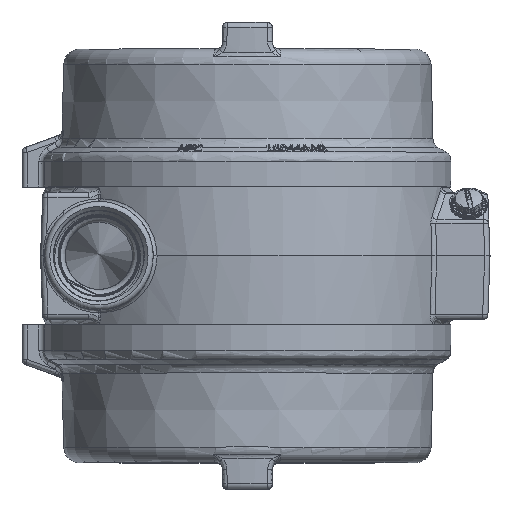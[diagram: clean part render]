
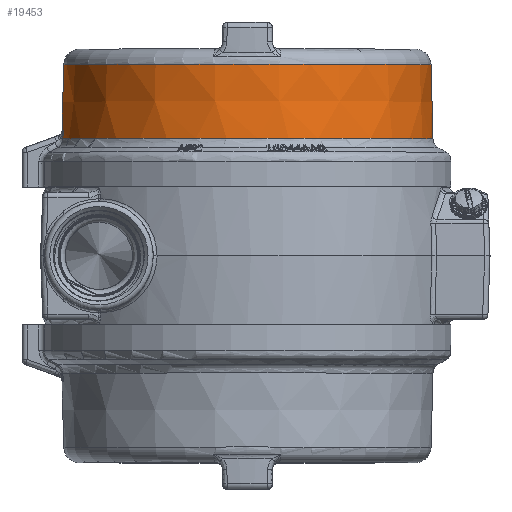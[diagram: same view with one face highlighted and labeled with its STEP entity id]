
A CAD part, top view. The second image highlights one B-rep face of the part: STEP entity #19453.
In plain terms, the highlighted conical face has half-angle 1.5 degrees and reference radius 55.272 mm.
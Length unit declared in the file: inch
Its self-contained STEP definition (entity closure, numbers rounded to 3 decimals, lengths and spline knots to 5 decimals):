
#522=CONICAL_SURFACE('',#21104,2.17608,0.026);
#1583=LINE('',#59254,#2805);
#2805=VECTOR('',#24932,2.17608);
#4529=FACE_OUTER_BOUND('',#5739,.T.);
#5739=EDGE_LOOP('',(#17083,#17084,#17085,#17086,#17087,#17088,#17089,#17090,
#17091,#17092));
#6478=CIRCLE('',#21105,2.16465);
#6479=CIRCLE('',#21106,2.16465);
#6480=CIRCLE('',#21107,2.16465);
#6481=CIRCLE('',#21108,2.1875);
#6482=CIRCLE('',#21109,2.1875);
#7410=B_SPLINE_CURVE_WITH_KNOTS('',3,(#59091,#59092,#59093,#59094),
 .UNSPECIFIED.,.F.,.F.,(4,4),(-0.24765,0.),
 .UNSPECIFIED.);
#7412=B_SPLINE_CURVE_WITH_KNOTS('',3,(#59162,#59163,#59164,#59165),
 .UNSPECIFIED.,.F.,.F.,(4,4),(-2.37139,-2.12373),
 .UNSPECIFIED.);
#7414=B_SPLINE_CURVE_WITH_KNOTS('',3,(#59237,#59238,#59239,#59240),
 .UNSPECIFIED.,.F.,.F.,(4,4),(-1.11781,0.15482),
 .UNSPECIFIED.);
#9076=VERTEX_POINT('',#58721);
#9085=VERTEX_POINT('',#58861);
#9091=VERTEX_POINT('',#58972);
#9095=VERTEX_POINT('',#59068);
#9096=VERTEX_POINT('',#59247);
#9097=VERTEX_POINT('',#59248);
#9098=VERTEX_POINT('',#59250);
#9099=VERTEX_POINT('',#59253);
#11825=EDGE_CURVE('',#9091,#9095,#7410,.T.);
#11828=EDGE_CURVE('',#9085,#9076,#7412,.T.);
#11831=EDGE_CURVE('',#9076,#9091,#7414,.T.);
#11833=EDGE_CURVE('',#9096,#9097,#6478,.T.);
#11834=EDGE_CURVE('',#9098,#9096,#6479,.T.);
#11835=EDGE_CURVE('',#9097,#9098,#6480,.T.);
#11836=EDGE_CURVE('',#9097,#9099,#1583,.T.);
#11837=EDGE_CURVE('',#9099,#9095,#6481,.T.);
#11838=EDGE_CURVE('',#9085,#9099,#6482,.T.);
#17083=ORIENTED_EDGE('',*,*,#11833,.F.);
#17084=ORIENTED_EDGE('',*,*,#11834,.F.);
#17085=ORIENTED_EDGE('',*,*,#11835,.F.);
#17086=ORIENTED_EDGE('',*,*,#11836,.T.);
#17087=ORIENTED_EDGE('',*,*,#11837,.T.);
#17088=ORIENTED_EDGE('',*,*,#11825,.F.);
#17089=ORIENTED_EDGE('',*,*,#11831,.F.);
#17090=ORIENTED_EDGE('',*,*,#11828,.F.);
#17091=ORIENTED_EDGE('',*,*,#11838,.T.);
#17092=ORIENTED_EDGE('',*,*,#11836,.F.);
#19453=ADVANCED_FACE('',(#4529),#522,.T.);
#21104=AXIS2_PLACEMENT_3D('',#59246,#24924,#24925);
#21105=AXIS2_PLACEMENT_3D('',#59249,#24926,#24927);
#21106=AXIS2_PLACEMENT_3D('',#59251,#24928,#24929);
#21107=AXIS2_PLACEMENT_3D('',#59252,#24930,#24931);
#21108=AXIS2_PLACEMENT_3D('',#59255,#24933,#24934);
#21109=AXIS2_PLACEMENT_3D('',#59256,#24935,#24936);
#24924=DIRECTION('center_axis',(0.,-1.,0.));
#24925=DIRECTION('ref_axis',(-1.,0.,0.));
#24926=DIRECTION('center_axis',(0.,1.,0.));
#24927=DIRECTION('ref_axis',(1.,0.,0.));
#24928=DIRECTION('center_axis',(0.,1.,0.));
#24929=DIRECTION('ref_axis',(1.,0.,0.));
#24930=DIRECTION('center_axis',(0.,1.,0.));
#24931=DIRECTION('ref_axis',(1.,0.,0.));
#24932=DIRECTION('',(0.026,-1.,0.));
#24933=DIRECTION('center_axis',(0.,1.,0.));
#24934=DIRECTION('ref_axis',(1.,0.,0.));
#24935=DIRECTION('center_axis',(0.,1.,0.));
#24936=DIRECTION('ref_axis',(1.,0.,0.));
#58721=CARTESIAN_POINT('',(-2.17139,0.6987,0.24305));
#58861=CARTESIAN_POINT('',(-2.17395,0.60123,0.24306));
#58972=CARTESIAN_POINT('',(-2.17139,0.6987,-0.24305));
#59068=CARTESIAN_POINT('',(-2.17395,0.60123,-0.24306));
#59091=CARTESIAN_POINT('Ctrl Pts',(-2.17139,0.6987,
-0.24305));
#59092=CARTESIAN_POINT('Ctrl Pts',(-2.17224,0.66621,
-0.24305));
#59093=CARTESIAN_POINT('Ctrl Pts',(-2.1731,0.63372,-0.24306));
#59094=CARTESIAN_POINT('Ctrl Pts',(-2.17395,0.60123,
-0.24306));
#59162=CARTESIAN_POINT('Ctrl Pts',(-2.17395,0.60123,
0.24306));
#59163=CARTESIAN_POINT('Ctrl Pts',(-2.1731,0.63372,0.24306));
#59164=CARTESIAN_POINT('Ctrl Pts',(-2.17224,0.66621,
0.24305));
#59165=CARTESIAN_POINT('Ctrl Pts',(-2.17139,0.6987,
0.24305));
#59237=CARTESIAN_POINT('Ctrl Pts',(-2.17139,0.6987,
0.24305));
#59238=CARTESIAN_POINT('Ctrl Pts',(-2.18945,0.69882,
0.08169));
#59239=CARTESIAN_POINT('Ctrl Pts',(-2.18945,0.69882,
-0.08169));
#59240=CARTESIAN_POINT('Ctrl Pts',(-2.17139,0.6987,
-0.24305));
#59246=CARTESIAN_POINT('Origin',(0.,1.03744,0.));
#59247=CARTESIAN_POINT('',(-2.16465,1.47366,0.));
#59248=CARTESIAN_POINT('',(2.16465,1.47366,0.));
#59249=CARTESIAN_POINT('Origin',(0.,1.47366,0.));
#59250=CARTESIAN_POINT('',(0.,1.47366,-2.16465));
#59251=CARTESIAN_POINT('Origin',(0.,1.47366,0.));
#59252=CARTESIAN_POINT('Origin',(0.,1.47366,0.));
#59253=CARTESIAN_POINT('',(2.1875,0.60123,0.));
#59254=CARTESIAN_POINT('',(2.17608,1.03744,0.));
#59255=CARTESIAN_POINT('Origin',(0.,0.60123,0.));
#59256=CARTESIAN_POINT('Origin',(0.,0.60123,0.));
